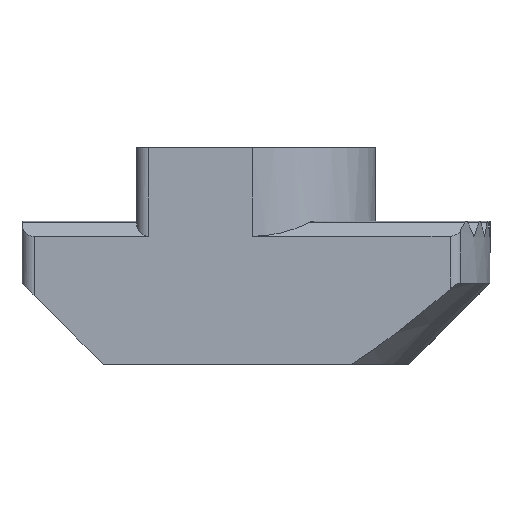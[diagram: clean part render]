
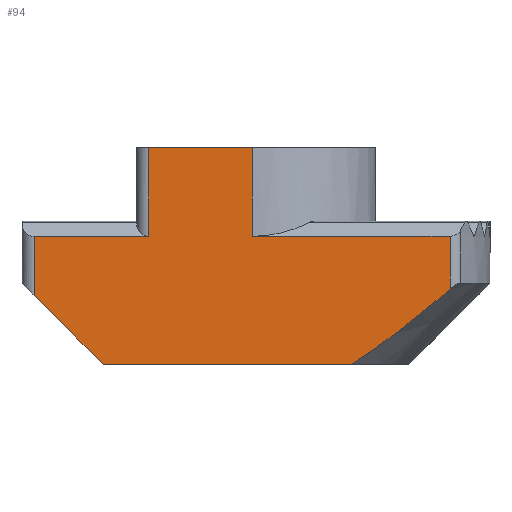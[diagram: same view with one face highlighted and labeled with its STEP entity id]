
A CAD part, front view. The second image highlights one B-rep face of the part: STEP entity #94.
In plain terms, the highlighted planar face has unit normal (0, -1, 0).
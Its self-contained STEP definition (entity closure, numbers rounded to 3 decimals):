
#67 = CARTESIAN_POINT ( 'NONE',  ( -4.35, -4.85, 8.8 ) ) ;
#71 = EDGE_CURVE ( 'NONE', #2277, #487, #202, .T. ) ;
#89 = VERTEX_POINT ( 'NONE', #1523 ) ;
#94 = ADVANCED_FACE ( 'NONE', ( #152 ), #1848, .F. ) ;
#116 = LINE ( 'NONE', #2246, #555 ) ;
#139 = DIRECTION ( 'NONE',  ( 1., 0., 0. ) ) ;
#152 = FACE_OUTER_BOUND ( 'NONE', #372, .T. ) ;
#158 = VECTOR ( 'NONE', #351, 1000. ) ;
#185 = VERTEX_POINT ( 'NONE', #673 ) ;
#202 = LINE ( 'NONE', #1818, #1611 ) ;
#247 = ORIENTED_EDGE ( 'NONE', *, *, #1771, .T. ) ;
#266 = CARTESIAN_POINT ( 'NONE',  ( 7.879, -4.85, 5.89 ) ) ;
#269 = ORIENTED_EDGE ( 'NONE', *, *, #634, .T. ) ;
#351 = DIRECTION ( 'NONE',  ( -1., 0., 0. ) ) ;
#360 = CARTESIAN_POINT ( 'NONE',  ( -9.5, -4.85, 0. ) ) ;
#372 = EDGE_LOOP ( 'NONE', ( #247, #1322, #2175, #2233, #896, #484, #1765, #1820, #992, #269 ) ) ;
#379 = DIRECTION ( 'NONE',  ( 0., 0., 1. ) ) ;
#413 = EDGE_CURVE ( 'NONE', #1642, #89, #2306, .T. ) ;
#468 = EDGE_CURVE ( 'NONE', #574, #185, #1291, .T. ) ;
#484 = ORIENTED_EDGE ( 'NONE', *, *, #518, .T. ) ;
#487 = VERTEX_POINT ( 'NONE', #1289 ) ;
#518 = EDGE_CURVE ( 'NONE', #2277, #728, #1618, .T. ) ;
#535 = VECTOR ( 'NONE', #139, 1000. ) ;
#555 = VECTOR ( 'NONE', #2239, 1000. ) ;
#570 = LINE ( 'NONE', #1802, #1963 ) ;
#574 = VERTEX_POINT ( 'NONE', #2275 ) ;
#634 = EDGE_CURVE ( 'NONE', #1524, #1054, #1516, .T. ) ;
#673 = CARTESIAN_POINT ( 'NONE',  ( -9., -4.85, 2.8 ) ) ;
#728 = VERTEX_POINT ( 'NONE', #2039 ) ;
#737 = DIRECTION ( 'NONE',  ( 0., 0., -1. ) ) ;
#834 = DIRECTION ( 'NONE',  ( 0., 0., -1. ) ) ;
#879 = CARTESIAN_POINT ( 'NONE',  ( 7.879, -4.85, 3.052 ) ) ;
#894 = CARTESIAN_POINT ( 'NONE',  ( 7.238, -4.85, 2.506 ) ) ;
#896 = ORIENTED_EDGE ( 'NONE', *, *, #71, .F. ) ;
#918 = CARTESIAN_POINT ( 'NONE',  ( -9., -4.85, 5.89 ) ) ;
#957 = VERTEX_POINT ( 'NONE', #1565 ) ;
#992 = ORIENTED_EDGE ( 'NONE', *, *, #2021, .T. ) ;
#1054 = VERTEX_POINT ( 'NONE', #1146 ) ;
#1063 = CARTESIAN_POINT ( 'NONE',  ( 6.589, -4.85, 1.971 ) ) ;
#1070 = EDGE_CURVE ( 'NONE', #728, #574, #1572, .T. ) ;
#1075 = CARTESIAN_POINT ( 'NONE',  ( 5.259, -4.85, 0.942 ) ) ;
#1146 = CARTESIAN_POINT ( 'NONE',  ( 3.862, -4.85, 0. ) ) ;
#1186 = LINE ( 'NONE', #1324, #1248 ) ;
#1238 = CARTESIAN_POINT ( 'NONE',  ( 4.579, -4.85, 0.447 ) ) ;
#1248 = VECTOR ( 'NONE', #1853, 1000. ) ;
#1251 = CARTESIAN_POINT ( 'NONE',  ( 3.862, -4.85, 0. ) ) ;
#1289 = CARTESIAN_POINT ( 'NONE',  ( -0.15, -4.85, 8.8 ) ) ;
#1291 = LINE ( 'NONE', #918, #1753 ) ;
#1322 = ORIENTED_EDGE ( 'NONE', *, *, #413, .T. ) ;
#1324 = CARTESIAN_POINT ( 'NONE',  ( -9.5, -4.85, 5.2 ) ) ;
#1451 = CARTESIAN_POINT ( 'NONE',  ( -9.5, -4.85, 5.2 ) ) ;
#1457 = DIRECTION ( 'NONE',  ( 0., 0., 1. ) ) ;
#1469 = DIRECTION ( 'NONE',  ( 0., 1., 0. ) ) ;
#1504 = AXIS2_PLACEMENT_3D ( 'NONE', #1601, #1469, #1457 ) ;
#1516 = LINE ( 'NONE', #360, #535 ) ;
#1523 = CARTESIAN_POINT ( 'NONE',  ( 7.879, -4.85, 5.2 ) ) ;
#1524 = VERTEX_POINT ( 'NONE', #2106 ) ;
#1550 = EDGE_CURVE ( 'NONE', #487, #957, #116, .T. ) ;
#1565 = CARTESIAN_POINT ( 'NONE',  ( -0.15, -4.85, 5.2 ) ) ;
#1572 = LINE ( 'NONE', #1451, #158 ) ;
#1601 = CARTESIAN_POINT ( 'NONE',  ( -9.5, -4.85, 5.89 ) ) ;
#1611 = VECTOR ( 'NONE', #1778, 1000. ) ;
#1618 = LINE ( 'NONE', #1914, #1702 ) ;
#1642 = VERTEX_POINT ( 'NONE', #1866 ) ;
#1702 = VECTOR ( 'NONE', #834, 1000. ) ;
#1753 = VECTOR ( 'NONE', #737, 1000. ) ;
#1765 = ORIENTED_EDGE ( 'NONE', *, *, #1070, .T. ) ;
#1771 = EDGE_CURVE ( 'NONE', #1054, #1642, #1797, .T. ) ;
#1778 = DIRECTION ( 'NONE',  ( 1., 0., 0. ) ) ;
#1797 = B_SPLINE_CURVE_WITH_KNOTS ( 'NONE', 3,
 ( #1251, #1238, #1075, #1063, #894, #879 ),
 .UNSPECIFIED., .F., .F.,
 ( 4, 2, 4 ),
 ( 0., 0.003, 0.005 ),
 .UNSPECIFIED. ) ;
#1802 = CARTESIAN_POINT ( 'NONE',  ( -9.5, -4.85, 3.3 ) ) ;
#1818 = CARTESIAN_POINT ( 'NONE',  ( -0.15, -4.85, 8.8 ) ) ;
#1820 = ORIENTED_EDGE ( 'NONE', *, *, #468, .T. ) ;
#1848 = PLANE ( 'NONE',  #1504 ) ;
#1853 = DIRECTION ( 'NONE',  ( -1., 0., 0. ) ) ;
#1866 = CARTESIAN_POINT ( 'NONE',  ( 7.879, -4.85, 3.052 ) ) ;
#1872 = VECTOR ( 'NONE', #379, 1000. ) ;
#1914 = CARTESIAN_POINT ( 'NONE',  ( -4.35, -4.85, 5.89 ) ) ;
#1942 = EDGE_CURVE ( 'NONE', #89, #957, #1186, .T. ) ;
#1963 = VECTOR ( 'NONE', #1983, 1000. ) ;
#1983 = DIRECTION ( 'NONE',  ( 0.707, 0., -0.707 ) ) ;
#2021 = EDGE_CURVE ( 'NONE', #185, #1524, #570, .T. ) ;
#2039 = CARTESIAN_POINT ( 'NONE',  ( -4.35, -4.85, 5.2 ) ) ;
#2106 = CARTESIAN_POINT ( 'NONE',  ( -6.2, -4.85, 0. ) ) ;
#2175 = ORIENTED_EDGE ( 'NONE', *, *, #1942, .T. ) ;
#2233 = ORIENTED_EDGE ( 'NONE', *, *, #1550, .F. ) ;
#2239 = DIRECTION ( 'NONE',  ( 0., 0., -1. ) ) ;
#2246 = CARTESIAN_POINT ( 'NONE',  ( -0.15, -4.85, 8.8 ) ) ;
#2275 = CARTESIAN_POINT ( 'NONE',  ( -9., -4.85, 5.2 ) ) ;
#2277 = VERTEX_POINT ( 'NONE', #67 ) ;
#2306 = LINE ( 'NONE', #266, #1872 ) ;
